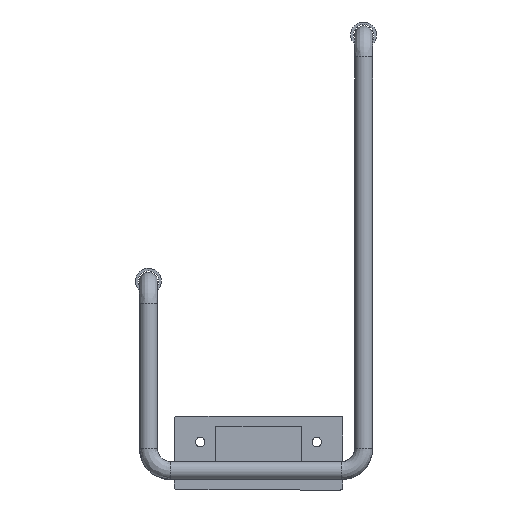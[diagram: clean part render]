
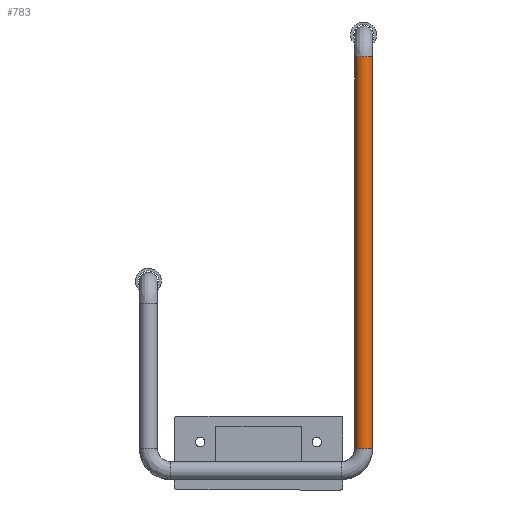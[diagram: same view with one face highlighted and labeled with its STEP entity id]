
A CAD part, left-side view. The second image highlights one B-rep face of the part: STEP entity #783.
In plain terms, the highlighted free-form (B-spline) face has degree [1, 2] with [2, 9] control points.
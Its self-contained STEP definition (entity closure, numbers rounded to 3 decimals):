
#731=CARTESIAN_POINT('',(-222.,86.5,83.));
#732=VERTEX_POINT('',#731);
#733=CARTESIAN_POINT('',(-218.5,86.5,83.));
#734=DIRECTION('',(0.0,1.0,0.0));
#735=DIRECTION('',(1.0,0.0,0.0));
#736=AXIS2_PLACEMENT_3D('',#733,#734,#735);
#737=CIRCLE('',#736,3.5);
#738=EDGE_CURVE('',#732,#732,#737,.T.);
#743=CARTESIAN_POINT('',(-222.0,-64.5,83.));
#744=CARTESIAN_POINT('',(-222.0,86.5,83.));
#745=CARTESIAN_POINT('',(-222.0,-64.5,79.5));
#746=CARTESIAN_POINT('',(-222.0,86.5,79.5));
#747=CARTESIAN_POINT('',(-218.5,-64.5,79.5));
#748=CARTESIAN_POINT('',(-218.5,86.5,79.5));
#749=CARTESIAN_POINT('',(-215.0,-64.5,79.5));
#750=CARTESIAN_POINT('',(-215.0,86.5,79.5));
#751=CARTESIAN_POINT('',(-215.0,-64.5,83.));
#752=CARTESIAN_POINT('',(-215.0,86.5,83.));
#753=CARTESIAN_POINT('',(-215.0,-64.5,86.5));
#754=CARTESIAN_POINT('',(-215.0,86.5,86.5));
#755=CARTESIAN_POINT('',(-218.5,-64.5,86.5));
#756=CARTESIAN_POINT('',(-218.5,86.5,86.5));
#757=CARTESIAN_POINT('',(-222.0,-64.5,86.5));
#758=CARTESIAN_POINT('',(-222.0,86.5,86.5));
#759=CARTESIAN_POINT('',(-222.0,-64.5,83.));
#760=CARTESIAN_POINT('',(-222.0,86.5,83.));
#768=(BOUNDED_SURFACE()B_SPLINE_SURFACE(1,2,((#743,#745,#747,#749,#751,#753,#755,#757,#759),(#744,#746,#748,#750,#752,#754,#756,#758,#760)),.UNSPECIFIED.,.F.,.T.,.U.)B_SPLINE_SURFACE_WITH_KNOTS((2,2),(3,2,2,2,3),(0.0,43.143),(0.0,5.498,10.996,16.493,21.991),.UNSPECIFIED.)GEOMETRIC_REPRESENTATION_ITEM()RATIONAL_B_SPLINE_SURFACE(((1.0,0.707,1.0,0.707,1.0,0.707,1.0,0.707,1.0),(1.0,0.707,1.0,0.707,1.0,0.707,1.0,0.707,1.0)))REPRESENTATION_ITEM('')SURFACE());
#769=ORIENTED_EDGE('',*,*,#738,.F.);
#770=EDGE_LOOP('',(#769));
#771=FACE_OUTER_BOUND('',#770,.T.);
#772=CARTESIAN_POINT('',(-222.,-64.5,83.));
#773=VERTEX_POINT('',#772);
#774=CARTESIAN_POINT('',(-218.5,-64.5,83.));
#775=DIRECTION('',(0.0,1.0,0.0));
#776=DIRECTION('',(1.0,0.0,0.0));
#777=AXIS2_PLACEMENT_3D('',#774,#775,#776);
#778=CIRCLE('',#777,3.5);
#779=EDGE_CURVE('',#773,#773,#778,.T.);
#780=ORIENTED_EDGE('',*,*,#779,.T.);
#781=EDGE_LOOP('',(#780));
#782=FACE_BOUND('',#781,.T.);
#783=ADVANCED_FACE('',(#771,#782),#768,.T.);
